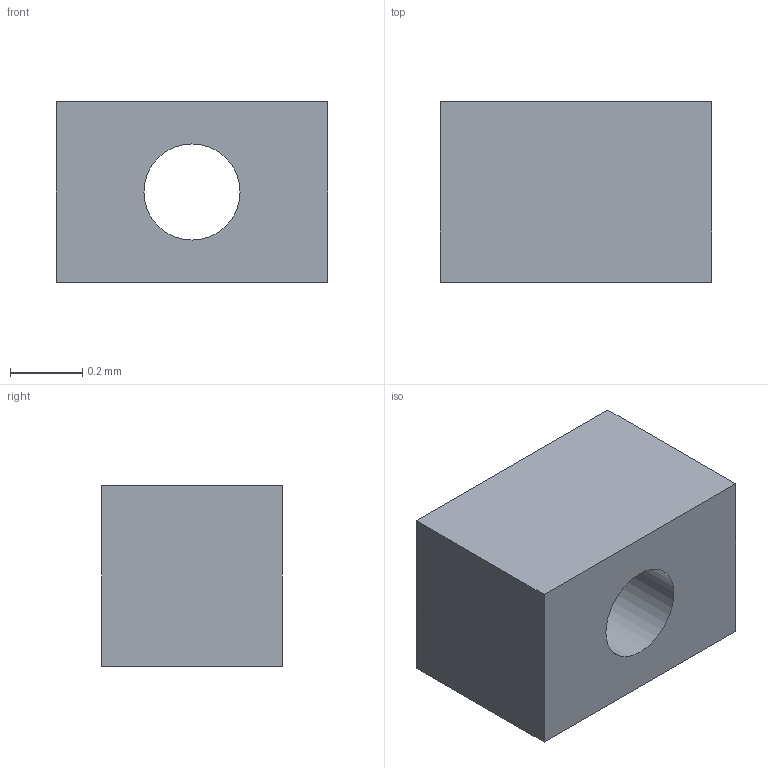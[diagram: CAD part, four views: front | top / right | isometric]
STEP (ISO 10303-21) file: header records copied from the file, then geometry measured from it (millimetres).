
FILE_DESCRIPTION(('produced by SPATIAL CORP'),'2;1');
FILE_NAME( 'FixtureKey1.hh.sat.stp','2002-04-19T11:16:23+00:00',('SPATIAL CORP'),('SPATIAL CORP' ),'ACIS STEP Husk','http://www.spatial.com','SPATIAL CORP');
FILE_SCHEMA(('CONFIG_CONTROL_DESIGN'));
Length unit declared in the file: millimetre
Products named in the file (1): PRODUCT_ID_1
Bounding box: 0.75 x 0.5 x 0.5 mm (x, y, z)
Volume: 0.1 mm3; surface area: 2.4 mm2
Topology: 1 solids, 1 shells, 13 faces, 28 edges, 18 vertices
Faces by surface type: plane 7, cylinder 4, cone 2
Entity records: 405 total; most frequent: ORIENTED_EDGE 56, CARTESIAN_POINT 51, DIRECTION 48, EDGE_CURVE 28, VERTEX_POINT 18, VECTOR 18, LINE 18, EDGE_LOOP 16
